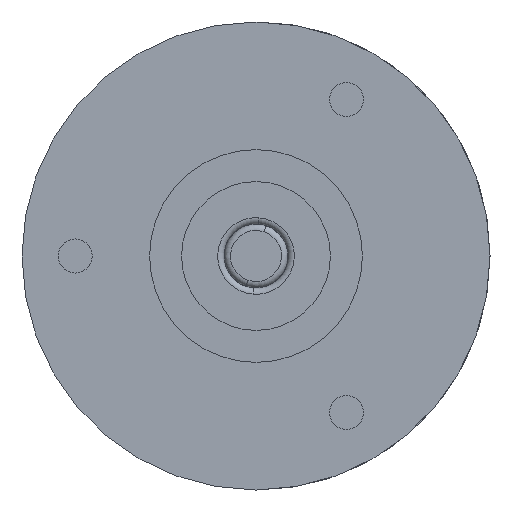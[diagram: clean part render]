
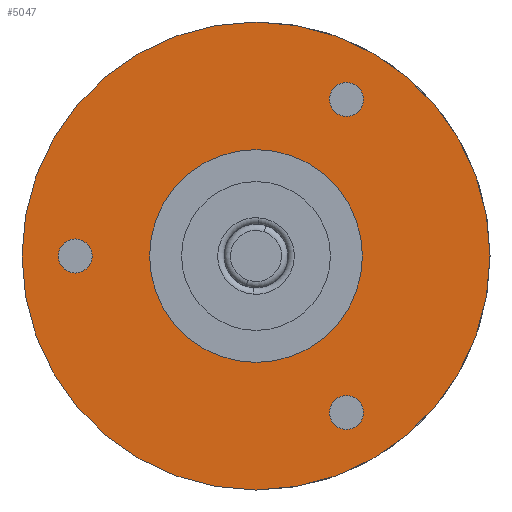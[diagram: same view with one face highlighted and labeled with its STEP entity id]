
A CAD part, left-side view. The second image highlights one B-rep face of the part: STEP entity #5047.
In plain terms, the highlighted planar face has unit normal (-1, 0, 0).
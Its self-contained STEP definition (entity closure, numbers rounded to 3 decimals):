
#211 = DIRECTION ( 'NONE',  ( -1., 0., 0. ) ) ;
#701 = EDGE_CURVE ( 'NONE', #2460, #11468, #15346, .T. ) ;
#2382 = AXIS2_PLACEMENT_3D ( 'NONE', #33326, #19643, #10689 ) ;
#2460 = VERTEX_POINT ( 'NONE', #5689 ) ;
#2465 = DIRECTION ( 'NONE',  ( 0., 0., 1. ) ) ;
#3020 = CARTESIAN_POINT ( 'NONE',  ( 1., 5., 0. ) ) ;
#3064 = EDGE_CURVE ( 'NONE', #30424, #29547, #21750, .T. ) ;
#3732 = EDGE_LOOP ( 'NONE', ( #27331, #5704 ) ) ;
#4331 = AXIS2_PLACEMENT_3D ( 'NONE', #8459, #25368, #2465 ) ;
#4894 = CARTESIAN_POINT ( 'NONE',  ( 1., -4.25, 7.361 ) ) ;
#4985 = FACE_BOUND ( 'NONE', #6002, .T. ) ;
#5047 = ADVANCED_FACE ( 'NONE', ( #30405, #27777, #22074, #26885, #4985 ), #11255, .F. ) ;
#5689 = CARTESIAN_POINT ( 'NONE',  ( 1., 0., -11. ) ) ;
#5704 = ORIENTED_EDGE ( 'NONE', *, *, #27448, .F. ) ;
#5950 = EDGE_CURVE ( 'NONE', #29547, #30424, #19850, .T. ) ;
#6002 = EDGE_LOOP ( 'NONE', ( #18428, #15227 ) ) ;
#6401 = AXIS2_PLACEMENT_3D ( 'NONE', #3020, #25440, #25674 ) ;
#7260 = EDGE_LOOP ( 'NONE', ( #17944, #25990 ) ) ;
#7712 = DIRECTION ( 'NONE',  ( 0., 0., 1. ) ) ;
#8042 = CARTESIAN_POINT ( 'NONE',  ( 1., -4.25, 8.161 ) ) ;
#8459 = CARTESIAN_POINT ( 'NONE',  ( 1., 0., 0. ) ) ;
#9171 = CARTESIAN_POINT ( 'NONE',  ( 1., -4.25, -6.561 ) ) ;
#9356 = DIRECTION ( 'NONE',  ( -1., 0., 0. ) ) ;
#10415 = CARTESIAN_POINT ( 'NONE',  ( 1., 0., -5. ) ) ;
#10537 = DIRECTION ( 'NONE',  ( -1., 0., 0. ) ) ;
#10689 = DIRECTION ( 'NONE',  ( 0., 0., 1. ) ) ;
#11255 = PLANE ( 'NONE',  #6401 ) ;
#11346 = EDGE_CURVE ( 'NONE', #22718, #27850, #21865, .T. ) ;
#11468 = VERTEX_POINT ( 'NONE', #16694 ) ;
#11548 = ORIENTED_EDGE ( 'NONE', *, *, #26857, .F. ) ;
#11649 = DIRECTION ( 'NONE',  ( 0., 0., 1. ) ) ;
#11682 = DIRECTION ( 'NONE',  ( -1., 0., 0. ) ) ;
#11692 = CIRCLE ( 'NONE', #21942, 0.8 ) ;
#11836 = AXIS2_PLACEMENT_3D ( 'NONE', #24141, #21203, #15831 ) ;
#11982 = AXIS2_PLACEMENT_3D ( 'NONE', #28437, #14594, #11649 ) ;
#12395 = CARTESIAN_POINT ( 'NONE',  ( 1., 8.5, -0.8 ) ) ;
#12818 = ORIENTED_EDGE ( 'NONE', *, *, #3064, .F. ) ;
#14582 = CIRCLE ( 'NONE', #21588, 0.8 ) ;
#14594 = DIRECTION ( 'NONE',  ( -1., 0., 0. ) ) ;
#15227 = ORIENTED_EDGE ( 'NONE', *, *, #11346, .F. ) ;
#15346 = CIRCLE ( 'NONE', #11836, 11. ) ;
#15389 = EDGE_LOOP ( 'NONE', ( #11548, #31301 ) ) ;
#15831 = DIRECTION ( 'NONE',  ( 0., 0., 1. ) ) ;
#15898 = CARTESIAN_POINT ( 'NONE',  ( 1., -4.25, 6.561 ) ) ;
#16059 = CARTESIAN_POINT ( 'NONE',  ( 1., 8.5, 0. ) ) ;
#16527 = CARTESIAN_POINT ( 'NONE',  ( 1., 8.5, 0.8 ) ) ;
#16666 = EDGE_CURVE ( 'NONE', #19404, #17176, #35973, .T. ) ;
#16694 = CARTESIAN_POINT ( 'NONE',  ( 1., 0., 11. ) ) ;
#17176 = VERTEX_POINT ( 'NONE', #9171 ) ;
#17329 = DIRECTION ( 'NONE',  ( 0., 0., 1. ) ) ;
#17460 = CARTESIAN_POINT ( 'NONE',  ( 1., 0., 0. ) ) ;
#17944 = ORIENTED_EDGE ( 'NONE', *, *, #32148, .T. ) ;
#18428 = ORIENTED_EDGE ( 'NONE', *, *, #28833, .F. ) ;
#19243 = EDGE_CURVE ( 'NONE', #24019, #22170, #11692, .T. ) ;
#19404 = VERTEX_POINT ( 'NONE', #25102 ) ;
#19643 = DIRECTION ( 'NONE',  ( -1., 0., 0. ) ) ;
#19809 = CARTESIAN_POINT ( 'NONE',  ( 1., 0., 5. ) ) ;
#19850 = CIRCLE ( 'NONE', #4331, 5. ) ;
#20181 = CIRCLE ( 'NONE', #29146, 0.8 ) ;
#20758 = DIRECTION ( 'NONE',  ( 0., 0., 1. ) ) ;
#21203 = DIRECTION ( 'NONE',  ( -1., 0., 0. ) ) ;
#21314 = DIRECTION ( 'NONE',  ( 0., 0., 1. ) ) ;
#21588 = AXIS2_PLACEMENT_3D ( 'NONE', #28353, #22478, #22842 ) ;
#21750 = CIRCLE ( 'NONE', #32386, 5. ) ;
#21865 = CIRCLE ( 'NONE', #2382, 0.8 ) ;
#21942 = AXIS2_PLACEMENT_3D ( 'NONE', #16059, #24508, #7712 ) ;
#22074 = FACE_BOUND ( 'NONE', #35525, .T. ) ;
#22170 = VERTEX_POINT ( 'NONE', #12395 ) ;
#22330 = CARTESIAN_POINT ( 'NONE',  ( 1., 0., 0. ) ) ;
#22478 = DIRECTION ( 'NONE',  ( -1., 0., 0. ) ) ;
#22718 = VERTEX_POINT ( 'NONE', #15898 ) ;
#22842 = DIRECTION ( 'NONE',  ( 0., 0., 1. ) ) ;
#24019 = VERTEX_POINT ( 'NONE', #16527 ) ;
#24141 = CARTESIAN_POINT ( 'NONE',  ( 1., 0., 0. ) ) ;
#24508 = DIRECTION ( 'NONE',  ( -1., 0., 0. ) ) ;
#25102 = CARTESIAN_POINT ( 'NONE',  ( 1., -4.25, -8.161 ) ) ;
#25254 = DIRECTION ( 'NONE',  ( 0., 0., 1. ) ) ;
#25368 = DIRECTION ( 'NONE',  ( -1., 0., 0. ) ) ;
#25440 = DIRECTION ( 'NONE',  ( 1., 0., 0. ) ) ;
#25674 = DIRECTION ( 'NONE',  ( 0., 0., -1. ) ) ;
#25684 = CIRCLE ( 'NONE', #27857, 11. ) ;
#25990 = ORIENTED_EDGE ( 'NONE', *, *, #701, .T. ) ;
#26357 = CIRCLE ( 'NONE', #11982, 0.8 ) ;
#26857 = EDGE_CURVE ( 'NONE', #17176, #19404, #14582, .T. ) ;
#26885 = FACE_OUTER_BOUND ( 'NONE', #7260, .T. ) ;
#27262 = AXIS2_PLACEMENT_3D ( 'NONE', #28478, #11682, #17329 ) ;
#27331 = ORIENTED_EDGE ( 'NONE', *, *, #19243, .F. ) ;
#27448 = EDGE_CURVE ( 'NONE', #22170, #24019, #26357, .T. ) ;
#27777 = FACE_BOUND ( 'NONE', #15389, .T. ) ;
#27850 = VERTEX_POINT ( 'NONE', #8042 ) ;
#27857 = AXIS2_PLACEMENT_3D ( 'NONE', #17460, #9356, #20758 ) ;
#28353 = CARTESIAN_POINT ( 'NONE',  ( 1., -4.25, -7.361 ) ) ;
#28437 = CARTESIAN_POINT ( 'NONE',  ( 1., 8.5, 0. ) ) ;
#28478 = CARTESIAN_POINT ( 'NONE',  ( 1., -4.25, -7.361 ) ) ;
#28833 = EDGE_CURVE ( 'NONE', #27850, #22718, #20181, .T. ) ;
#29146 = AXIS2_PLACEMENT_3D ( 'NONE', #4894, #10537, #21314 ) ;
#29547 = VERTEX_POINT ( 'NONE', #19809 ) ;
#30405 = FACE_BOUND ( 'NONE', #3732, .T. ) ;
#30424 = VERTEX_POINT ( 'NONE', #10415 ) ;
#31301 = ORIENTED_EDGE ( 'NONE', *, *, #16666, .F. ) ;
#32148 = EDGE_CURVE ( 'NONE', #11468, #2460, #25684, .T. ) ;
#32386 = AXIS2_PLACEMENT_3D ( 'NONE', #22330, #211, #25254 ) ;
#33326 = CARTESIAN_POINT ( 'NONE',  ( 1., -4.25, 7.361 ) ) ;
#35525 = EDGE_LOOP ( 'NONE', ( #36272, #12818 ) ) ;
#35973 = CIRCLE ( 'NONE', #27262, 0.8 ) ;
#36272 = ORIENTED_EDGE ( 'NONE', *, *, #5950, .F. ) ;
